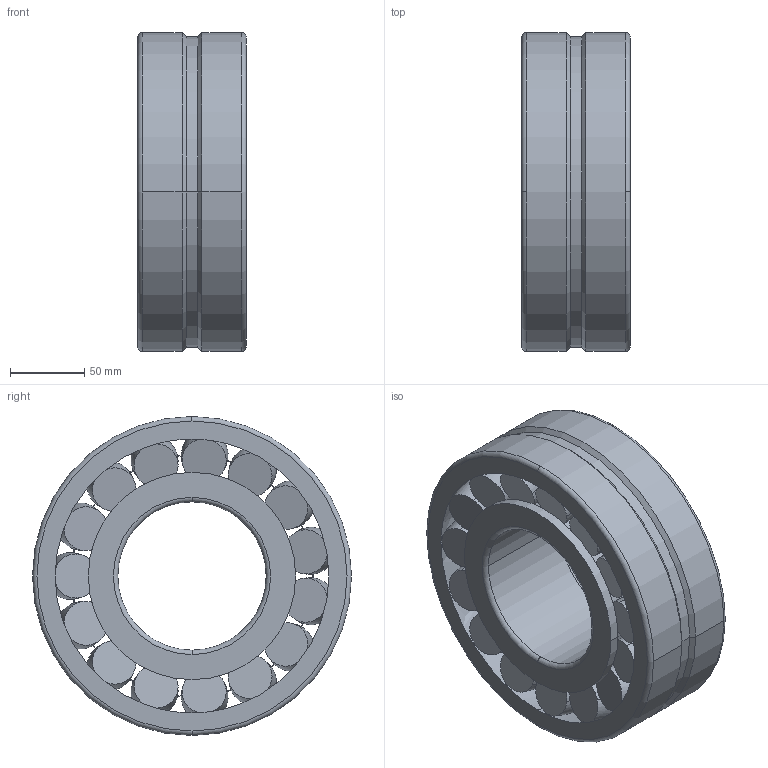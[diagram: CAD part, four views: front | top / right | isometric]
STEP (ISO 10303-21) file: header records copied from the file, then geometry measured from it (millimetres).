
FILE_DESCRIPTION(('STEP AP242'),'1');
FILE_NAME('snr_22320emw33_2.stp','2024-11-11T08:21:34',('TraceParts'),('TraceParts S.A.'),'Spatial InterOp 3D',' ',' ');
FILE_SCHEMA(('AP242_MANAGED_MODEL_BASED_3D_ENGINEERING_MIM_LF {1 0 10303 442 1 1 4}'));
Length unit declared in the file: millimetre
Products named in the file (1): snr_22320emw33_2_1
Bounding box: 73 x 215 x 215 mm (x, y, z)
Volume: 1543057.6 mm3; surface area: 307302.5 mm2
Topology: 4 solids, 4 shells, 222 faces, 594 edges, 431 vertices
Faces by surface type: torus 132, plane 64, cylinder 16, cone 8, sphere 2
Entity records: 10826 total; most frequent: CARTESIAN_POINT 5110, DIRECTION 1243, ORIENTED_EDGE 1180, AXIS2_PLACEMENT_3D 610, EDGE_CURVE 590, VERTEX_POINT 431, CIRCLE 384, EDGE_LOOP 287
